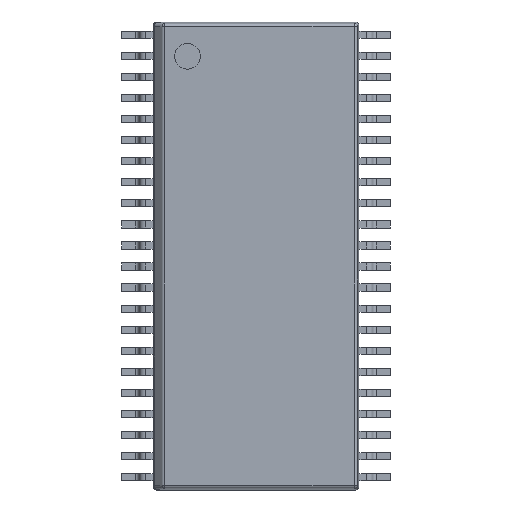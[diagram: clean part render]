
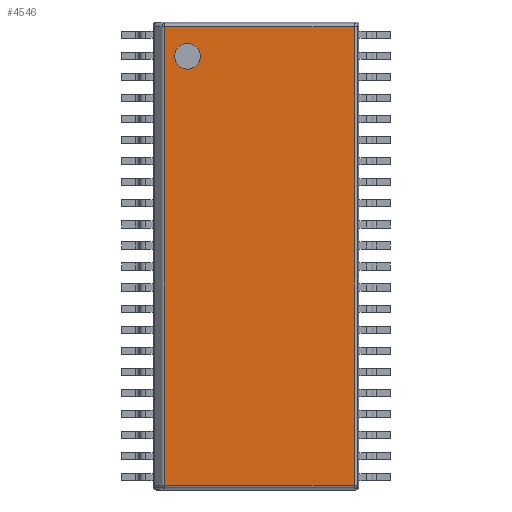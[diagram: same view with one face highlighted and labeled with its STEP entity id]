
A CAD part, top view. The second image highlights one B-rep face of the part: STEP entity #4546.
In plain terms, the highlighted planar face has unit normal (0, 0, 1).
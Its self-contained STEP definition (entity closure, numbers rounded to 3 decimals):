
#3587 = CYLINDRICAL_SURFACE('',#3588,0.1);
#3588 = AXIS2_PLACEMENT_3D('',#3589,#3590,#3591);
#3589 = CARTESIAN_POINT('',(0.3,0.143,1.1));
#3590 = DIRECTION('',(1.,0.,0.));
#3591 = DIRECTION('',(0.,-0.995,0.105));
#3736 = CYLINDRICAL_SURFACE('',#3737,0.1);
#3737 = AXIS2_PLACEMENT_3D('',#3738,#3739,#3740);
#3738 = CARTESIAN_POINT('',(0.3,13.957,1.1));
#3739 = DIRECTION('',(1.,0.,0.));
#3740 = DIRECTION('',(0.,0.995,0.105));
#3812 = CYLINDRICAL_SURFACE('',#3813,0.1);
#3813 = AXIS2_PLACEMENT_3D('',#3814,#3815,#3816);
#3814 = CARTESIAN_POINT('',(6.057,0.053,1.1));
#3815 = DIRECTION('',(0.,1.,0.));
#3816 = DIRECTION('',(0.995,0.,0.105));
#4115 = VERTEX_POINT('',#4116);
#4116 = CARTESIAN_POINT('',(6.057,0.143,1.2));
#4136 = EDGE_CURVE('',#4137,#4115,#4139,.T.);
#4137 = VERTEX_POINT('',#4138);
#4138 = CARTESIAN_POINT('',(0.341,0.143,1.2));
#4139 = SURFACE_CURVE('',#4140,(#4144,#4151),.PCURVE_S1.);
#4140 = LINE('',#4141,#4142);
#4141 = CARTESIAN_POINT('',(0.3,0.143,1.2));
#4142 = VECTOR('',#4143,1.);
#4143 = DIRECTION('',(1.,0.,0.));
#4144 = PCURVE('',#3587,#4145);
#4145 = DEFINITIONAL_REPRESENTATION('',(#4146),#4150);
#4146 = LINE('',#4147,#4148);
#4147 = CARTESIAN_POINT('',(4.817,0.));
#4148 = VECTOR('',#4149,1.);
#4149 = DIRECTION('',(0.,1.));
#4150 = ( GEOMETRIC_REPRESENTATION_CONTEXT(2) 
PARAMETRIC_REPRESENTATION_CONTEXT() REPRESENTATION_CONTEXT('2D SPACE',''
  ) );
#4151 = PCURVE('',#4152,#4157);
#4152 = PLANE('',#4153);
#4153 = AXIS2_PLACEMENT_3D('',#4154,#4155,#4156);
#4154 = CARTESIAN_POINT('',(0.,0.,1.2));
#4155 = DIRECTION('',(0.,0.,1.));
#4156 = DIRECTION('',(1.,0.,0.));
#4157 = DEFINITIONAL_REPRESENTATION('',(#4158),#4162);
#4158 = LINE('',#4159,#4160);
#4159 = CARTESIAN_POINT('',(0.3,0.143));
#4160 = VECTOR('',#4161,1.);
#4161 = DIRECTION('',(1.,0.));
#4162 = ( GEOMETRIC_REPRESENTATION_CONTEXT(2) 
PARAMETRIC_REPRESENTATION_CONTEXT() REPRESENTATION_CONTEXT('2D SPACE',''
  ) );
#4318 = VERTEX_POINT('',#4319);
#4319 = CARTESIAN_POINT('',(0.341,13.957,1.2));
#4356 = EDGE_CURVE('',#4318,#4357,#4359,.T.);
#4357 = VERTEX_POINT('',#4358);
#4358 = CARTESIAN_POINT('',(6.057,13.957,1.2));
#4359 = SURFACE_CURVE('',#4360,(#4364,#4371),.PCURVE_S1.);
#4360 = LINE('',#4361,#4362);
#4361 = CARTESIAN_POINT('',(0.3,13.957,1.2));
#4362 = VECTOR('',#4363,1.);
#4363 = DIRECTION('',(1.,0.,0.));
#4364 = PCURVE('',#3736,#4365);
#4365 = DEFINITIONAL_REPRESENTATION('',(#4366),#4370);
#4366 = LINE('',#4367,#4368);
#4367 = CARTESIAN_POINT('',(1.466,0.));
#4368 = VECTOR('',#4369,1.);
#4369 = DIRECTION('',(0.,1.));
#4370 = ( GEOMETRIC_REPRESENTATION_CONTEXT(2) 
PARAMETRIC_REPRESENTATION_CONTEXT() REPRESENTATION_CONTEXT('2D SPACE',''
  ) );
#4371 = PCURVE('',#4152,#4372);
#4372 = DEFINITIONAL_REPRESENTATION('',(#4373),#4377);
#4373 = LINE('',#4374,#4375);
#4374 = CARTESIAN_POINT('',(0.3,13.957));
#4375 = VECTOR('',#4376,1.);
#4376 = DIRECTION('',(1.,0.));
#4377 = ( GEOMETRIC_REPRESENTATION_CONTEXT(2) 
PARAMETRIC_REPRESENTATION_CONTEXT() REPRESENTATION_CONTEXT('2D SPACE',''
  ) );
#4422 = EDGE_CURVE('',#4115,#4357,#4423,.T.);
#4423 = SURFACE_CURVE('',#4424,(#4428,#4435),.PCURVE_S1.);
#4424 = LINE('',#4425,#4426);
#4425 = CARTESIAN_POINT('',(6.057,0.053,1.2));
#4426 = VECTOR('',#4427,1.);
#4427 = DIRECTION('',(0.,1.,0.));
#4428 = PCURVE('',#3812,#4429);
#4429 = DEFINITIONAL_REPRESENTATION('',(#4430),#4434);
#4430 = LINE('',#4431,#4432);
#4431 = CARTESIAN_POINT('',(4.817,0.));
#4432 = VECTOR('',#4433,1.);
#4433 = DIRECTION('',(0.,1.));
#4434 = ( GEOMETRIC_REPRESENTATION_CONTEXT(2) 
PARAMETRIC_REPRESENTATION_CONTEXT() REPRESENTATION_CONTEXT('2D SPACE',''
  ) );
#4435 = PCURVE('',#4152,#4436);
#4436 = DEFINITIONAL_REPRESENTATION('',(#4437),#4441);
#4437 = LINE('',#4438,#4439);
#4438 = CARTESIAN_POINT('',(6.057,0.053));
#4439 = VECTOR('',#4440,1.);
#4440 = DIRECTION('',(0.,1.));
#4441 = ( GEOMETRIC_REPRESENTATION_CONTEXT(2) 
PARAMETRIC_REPRESENTATION_CONTEXT() REPRESENTATION_CONTEXT('2D SPACE',''
  ) );
#4503 = CYLINDRICAL_SURFACE('',#4504,0.1);
#4504 = AXIS2_PLACEMENT_3D('',#4505,#4506,#4507);
#4505 = CARTESIAN_POINT('',(0.341,0.053,1.1));
#4506 = DIRECTION('',(0.,1.,0.));
#4507 = DIRECTION('',(-0.707,0.,0.707));
#4546 = ADVANCED_FACE('',(#4547,#4573),#4152,.T.);
#4547 = FACE_BOUND('',#4548,.T.);
#4548 = EDGE_LOOP('',(#4549,#4550,#4571,#4572));
#4549 = ORIENTED_EDGE('',*,*,#4356,.F.);
#4550 = ORIENTED_EDGE('',*,*,#4551,.F.);
#4551 = EDGE_CURVE('',#4137,#4318,#4552,.T.);
#4552 = SURFACE_CURVE('',#4553,(#4557,#4564),.PCURVE_S1.);
#4553 = LINE('',#4554,#4555);
#4554 = CARTESIAN_POINT('',(0.341,0.053,1.2));
#4555 = VECTOR('',#4556,1.);
#4556 = DIRECTION('',(0.,1.,0.));
#4557 = PCURVE('',#4152,#4558);
#4558 = DEFINITIONAL_REPRESENTATION('',(#4559),#4563);
#4559 = LINE('',#4560,#4561);
#4560 = CARTESIAN_POINT('',(0.341,0.053));
#4561 = VECTOR('',#4562,1.);
#4562 = DIRECTION('',(0.,1.));
#4563 = ( GEOMETRIC_REPRESENTATION_CONTEXT(2) 
PARAMETRIC_REPRESENTATION_CONTEXT() REPRESENTATION_CONTEXT('2D SPACE',''
  ) );
#4564 = PCURVE('',#4503,#4565);
#4565 = DEFINITIONAL_REPRESENTATION('',(#4566),#4570);
#4566 = LINE('',#4567,#4568);
#4567 = CARTESIAN_POINT('',(0.785,0.));
#4568 = VECTOR('',#4569,1.);
#4569 = DIRECTION('',(0.,1.));
#4570 = ( GEOMETRIC_REPRESENTATION_CONTEXT(2) 
PARAMETRIC_REPRESENTATION_CONTEXT() REPRESENTATION_CONTEXT('2D SPACE',''
  ) );
#4571 = ORIENTED_EDGE('',*,*,#4136,.T.);
#4572 = ORIENTED_EDGE('',*,*,#4422,.T.);
#4573 = FACE_BOUND('',#4574,.T.);
#4574 = EDGE_LOOP('',(#4575));
#4575 = ORIENTED_EDGE('',*,*,#4576,.F.);
#4576 = EDGE_CURVE('',#4577,#4577,#4579,.T.);
#4577 = VERTEX_POINT('',#4578);
#4578 = CARTESIAN_POINT('',(1.421,13.067,1.2));
#4579 = SURFACE_CURVE('',#4580,(#4585,#4592),.PCURVE_S1.);
#4580 = CIRCLE('',#4581,0.388);
#4581 = AXIS2_PLACEMENT_3D('',#4582,#4583,#4584);
#4582 = CARTESIAN_POINT('',(1.033,13.067,1.2));
#4583 = DIRECTION('',(0.,0.,1.));
#4584 = DIRECTION('',(1.,0.,0.));
#4585 = PCURVE('',#4152,#4586);
#4586 = DEFINITIONAL_REPRESENTATION('',(#4587),#4591);
#4587 = CIRCLE('',#4588,0.388);
#4588 = AXIS2_PLACEMENT_2D('',#4589,#4590);
#4589 = CARTESIAN_POINT('',(1.033,13.067));
#4590 = DIRECTION('',(1.,0.));
#4591 = ( GEOMETRIC_REPRESENTATION_CONTEXT(2) 
PARAMETRIC_REPRESENTATION_CONTEXT() REPRESENTATION_CONTEXT('2D SPACE',''
  ) );
#4592 = PCURVE('',#4593,#4598);
#4593 = CYLINDRICAL_SURFACE('',#4594,0.388);
#4594 = AXIS2_PLACEMENT_3D('',#4595,#4596,#4597);
#4595 = CARTESIAN_POINT('',(1.033,13.067,1.1));
#4596 = DIRECTION('',(0.,0.,1.));
#4597 = DIRECTION('',(1.,0.,0.));
#4598 = DEFINITIONAL_REPRESENTATION('',(#4599),#4603);
#4599 = LINE('',#4600,#4601);
#4600 = CARTESIAN_POINT('',(0.,0.1));
#4601 = VECTOR('',#4602,1.);
#4602 = DIRECTION('',(1.,0.));
#4603 = ( GEOMETRIC_REPRESENTATION_CONTEXT(2) 
PARAMETRIC_REPRESENTATION_CONTEXT() REPRESENTATION_CONTEXT('2D SPACE',''
  ) );
